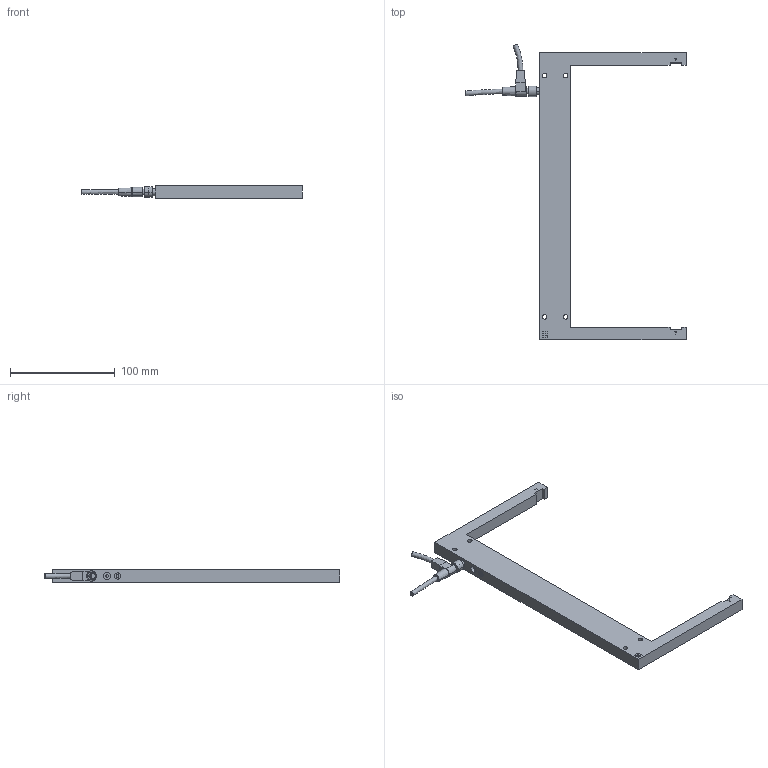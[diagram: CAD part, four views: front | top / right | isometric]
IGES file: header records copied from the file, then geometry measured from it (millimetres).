
Global section: file name: No Iges File Name specified; native system: AutoDesk Inventor R6.1; preprocessor: AutoDesk Inventor Iges Exporter R6.1; author: No Author specified; organization: No Organization specified; date: 20040810.164344; units: millimetre
Bounding box: 210.21 x 282.09 x 12 mm (x, y, z)
Volume: 134736.4 mm3; surface area: 38566.2 mm2
Topology: 4 solids, 4 shells, 183 faces, 427 edges, 283 vertices
Faces by surface type: plane 141, cylinder 22, revolution 14, cone 4, bspline 2
